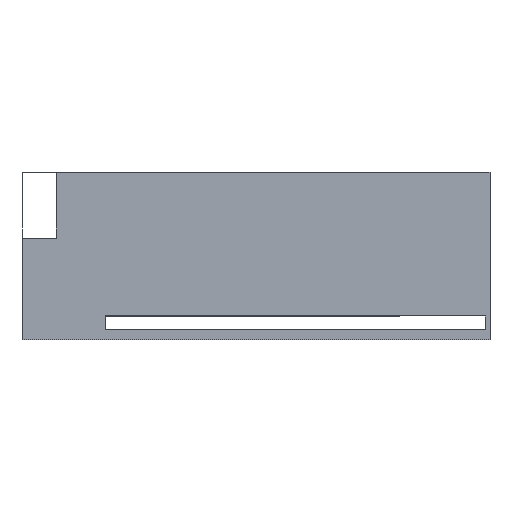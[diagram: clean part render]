
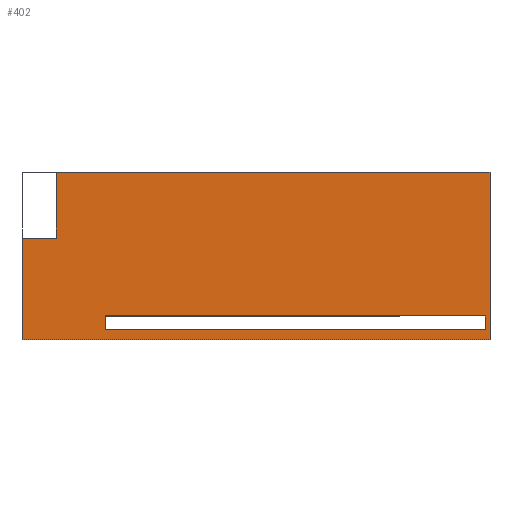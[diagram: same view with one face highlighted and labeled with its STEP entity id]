
A CAD part, top view. The second image highlights one B-rep face of the part: STEP entity #402.
In plain terms, the highlighted planar face has unit normal (0, 0, 1).
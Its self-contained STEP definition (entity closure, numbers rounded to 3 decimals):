
#24 = VERTEX_POINT('',#25);
#25 = CARTESIAN_POINT('',(0.,101.8,2.));
#31 = EDGE_CURVE('',#24,#32,#34,.T.);
#32 = VERTEX_POINT('',#33);
#33 = CARTESIAN_POINT('',(21.,101.8,2.));
#34 = LINE('',#35,#36);
#35 = CARTESIAN_POINT('',(0.,101.8,2.));
#36 = VECTOR('',#37,1.);
#37 = DIRECTION('',(1.,0.,0.));
#62 = EDGE_CURVE('',#32,#63,#65,.T.);
#63 = VERTEX_POINT('',#64);
#64 = CARTESIAN_POINT('',(21.,61.8,2.));
#65 = LINE('',#66,#67);
#66 = CARTESIAN_POINT('',(21.,101.8,2.));
#67 = VECTOR('',#68,1.);
#68 = DIRECTION('',(0.,-1.,0.));
#93 = EDGE_CURVE('',#63,#94,#96,.T.);
#94 = VERTEX_POINT('',#95);
#95 = CARTESIAN_POINT('',(0.,61.8,2.));
#96 = LINE('',#97,#98);
#97 = CARTESIAN_POINT('',(21.,61.8,2.));
#98 = VECTOR('',#99,1.);
#99 = DIRECTION('',(-1.,0.,0.));
#124 = EDGE_CURVE('',#94,#24,#125,.T.);
#125 = LINE('',#126,#127);
#126 = CARTESIAN_POINT('',(0.,61.8,2.));
#127 = VECTOR('',#128,1.);
#128 = DIRECTION('',(0.,1.,0.));
#146 = EDGE_CURVE('',#24,#147,#149,.T.);
#147 = VERTEX_POINT('',#148);
#148 = CARTESIAN_POINT('',(0.,0.,2.));
#149 = LINE('',#150,#151);
#150 = CARTESIAN_POINT('',(0.,101.8,2.));
#151 = VECTOR('',#152,1.);
#152 = DIRECTION('',(0.,-1.,0.));
#177 = EDGE_CURVE('',#147,#178,#180,.T.);
#178 = VERTEX_POINT('',#179);
#179 = CARTESIAN_POINT('',(285.,0.,2.));
#180 = LINE('',#181,#182);
#181 = CARTESIAN_POINT('',(0.,0.,2.));
#182 = VECTOR('',#183,1.);
#183 = DIRECTION('',(1.,0.,0.));
#208 = EDGE_CURVE('',#178,#209,#211,.T.);
#209 = VERTEX_POINT('',#210);
#210 = CARTESIAN_POINT('',(285.,101.8,2.));
#211 = LINE('',#212,#213);
#212 = CARTESIAN_POINT('',(285.,0.,2.));
#213 = VECTOR('',#214,1.);
#214 = DIRECTION('',(0.,1.,0.));
#239 = EDGE_CURVE('',#209,#24,#240,.T.);
#240 = LINE('',#241,#242);
#241 = CARTESIAN_POINT('',(285.,101.8,2.));
#242 = VECTOR('',#243,1.);
#243 = DIRECTION('',(-1.,0.,0.));
#263 = VERTEX_POINT('',#264);
#264 = CARTESIAN_POINT('',(50.671,6.263,2.));
#270 = EDGE_CURVE('',#263,#271,#273,.T.);
#271 = VERTEX_POINT('',#272);
#272 = CARTESIAN_POINT('',(50.676,14.363,2.));
#273 = LINE('',#274,#275);
#274 = CARTESIAN_POINT('',(50.671,6.263,2.));
#275 = VECTOR('',#276,1.);
#276 = DIRECTION('',(0.001,1.,0.));
#301 = EDGE_CURVE('',#271,#302,#304,.T.);
#302 = VERTEX_POINT('',#303);
#303 = CARTESIAN_POINT('',(282.196,14.363,2.));
#304 = LINE('',#305,#306);
#305 = CARTESIAN_POINT('',(50.676,14.363,2.));
#306 = VECTOR('',#307,1.);
#307 = DIRECTION('',(1.,0.,0.));
#332 = EDGE_CURVE('',#302,#333,#335,.T.);
#333 = VERTEX_POINT('',#334);
#334 = CARTESIAN_POINT('',(282.196,6.259,2.));
#335 = LINE('',#336,#337);
#336 = CARTESIAN_POINT('',(282.196,14.363,2.));
#337 = VECTOR('',#338,1.);
#338 = DIRECTION('',(0.,-1.,0.));
#363 = EDGE_CURVE('',#333,#263,#364,.T.);
#364 = LINE('',#365,#366);
#365 = CARTESIAN_POINT('',(282.196,6.259,2.));
#366 = VECTOR('',#367,1.);
#367 = DIRECTION('',(-1.,0.,0.));
#402 = ADVANCED_FACE('',(#403,#413),#419,.T.);
#403 = FACE_BOUND('',#404,.T.);
#404 = EDGE_LOOP('',(#405,#406,#407,#408,#409,#410,#411,#412));
#405 = ORIENTED_EDGE('',*,*,#31,.T.);
#406 = ORIENTED_EDGE('',*,*,#62,.T.);
#407 = ORIENTED_EDGE('',*,*,#93,.T.);
#408 = ORIENTED_EDGE('',*,*,#124,.T.);
#409 = ORIENTED_EDGE('',*,*,#146,.T.);
#410 = ORIENTED_EDGE('',*,*,#177,.T.);
#411 = ORIENTED_EDGE('',*,*,#208,.T.);
#412 = ORIENTED_EDGE('',*,*,#239,.T.);
#413 = FACE_BOUND('',#414,.T.);
#414 = EDGE_LOOP('',(#415,#416,#417,#418));
#415 = ORIENTED_EDGE('',*,*,#270,.T.);
#416 = ORIENTED_EDGE('',*,*,#301,.T.);
#417 = ORIENTED_EDGE('',*,*,#332,.T.);
#418 = ORIENTED_EDGE('',*,*,#363,.T.);
#419 = PLANE('',#420);
#420 = AXIS2_PLACEMENT_3D('',#421,#422,#423);
#421 = CARTESIAN_POINT('',(139.13,39.494,2.));
#422 = DIRECTION('',(0.,0.,1.));
#423 = DIRECTION('',(1.,0.,0.));
